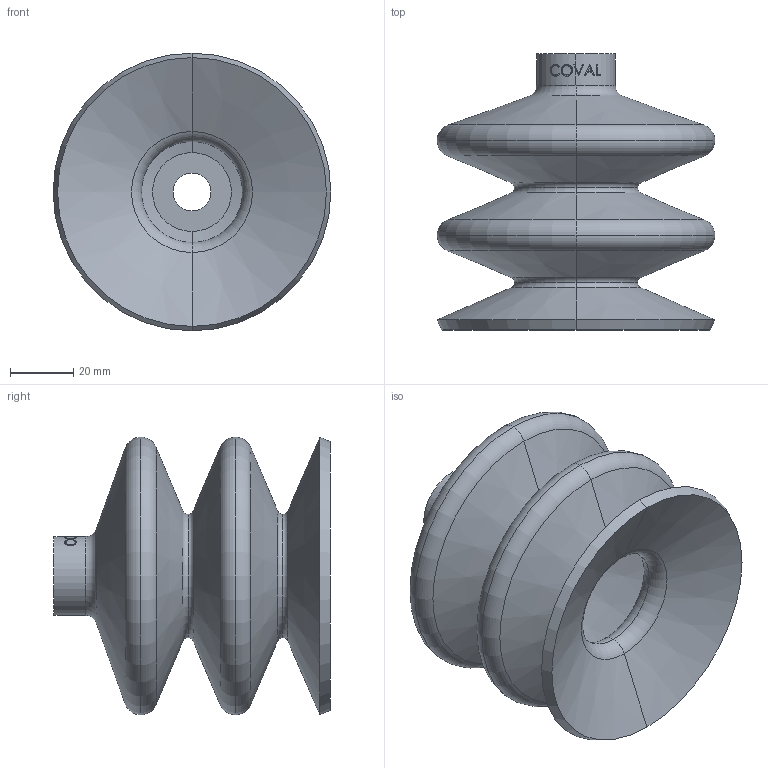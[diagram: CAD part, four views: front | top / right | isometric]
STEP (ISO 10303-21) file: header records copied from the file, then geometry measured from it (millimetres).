
FILE_DESCRIPTION(('STEP AP214'),'1');
FILE_NAME('COVAL_VS88SIT5.stp','2017-12-27T18:34:31',('TraceParts'),('TraceParts S.A.'),'Spatial InterOp 3D',' ',' ');
FILE_SCHEMA(('automotive_design'));
Length unit declared in the file: millimetre
Products named in the file (1): COVAL_VS88SIT5
Bounding box: 88 x 87.5 x 88 mm (x, y, z)
Volume: 114411.1 mm3; surface area: 60265.1 mm2
Topology: 1 solids, 1 shells, 113 faces, 259 edges, 154 vertices
Faces by surface type: torus 34, bspline 29, cone 22, plane 16, cylinder 12
Entity records: 9135 total; most frequent: CARTESIAN_POINT 5858, ORIENTED_EDGE 518, DIRECTION 450, EDGE_CURVE 259, AXIS2_PLACEMENT_3D 205, VERTEX_POINT 154, EDGE_LOOP 121, CIRCLE 120
